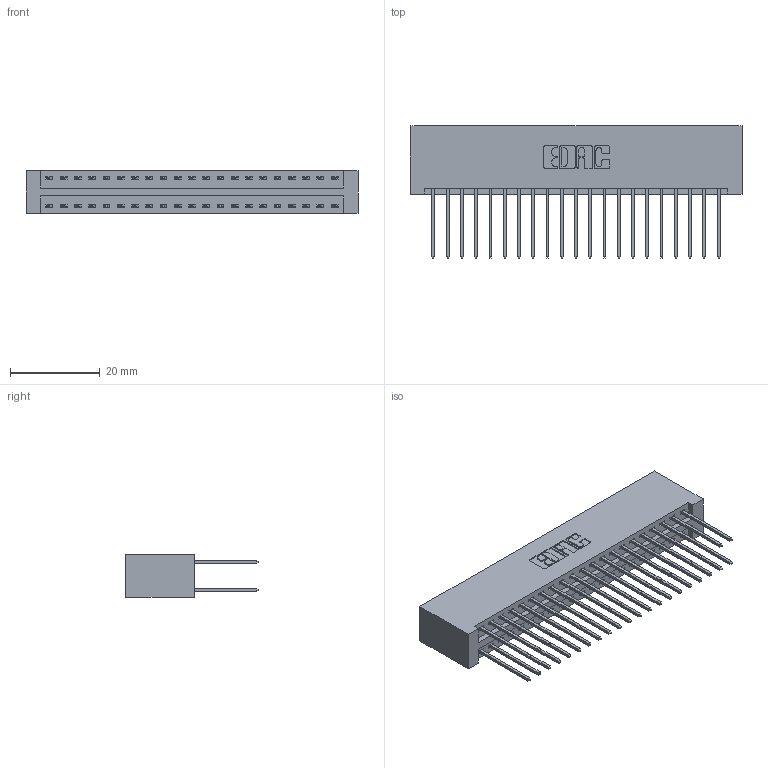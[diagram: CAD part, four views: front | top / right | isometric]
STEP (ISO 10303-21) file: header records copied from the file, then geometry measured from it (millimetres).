
FILE_DESCRIPTION (( 'STEP AP203' ), '1' );
FILE_NAME ('346-042-540-201.STEP', '2018-08-24T22:25:54', ( '' ), ( '' ), 'SwSTEP 2.0', 'SolidWorks 2016', '' );
FILE_SCHEMA (( 'CONFIG_CONTROL_DESIGN' ));
Length unit declared in the file: inch
Products named in the file (3): 346 Part_No Mounting Lugs; 345-292-001_345-293-140; 346-042-540-201
Assembly tree (43 placements, depth 2):
  346-042-540-201
    346 Part_No Mounting Lugs
    345-292-001_345-293-140  x42
Bounding box: 73.91 x 29.46 x 9.4 mm (x, y, z)
Volume: 7776.9 mm3; surface area: 11276.1 mm2
Topology: 43 solids, 43 shells, 2298 faces, 6815 edges, 4486 vertices
Faces by surface type: plane 1542, cylinder 756
Entity records: 16273 total; most frequent: CARTESIAN_POINT 2708, ORIENTED_EDGE 2642, DIRECTION 2433, EDGE_CURVE 1321, LINE 1113, VECTOR 1113, VERTEX_POINT 878, AXIS2_PLACEMENT_3D 660
